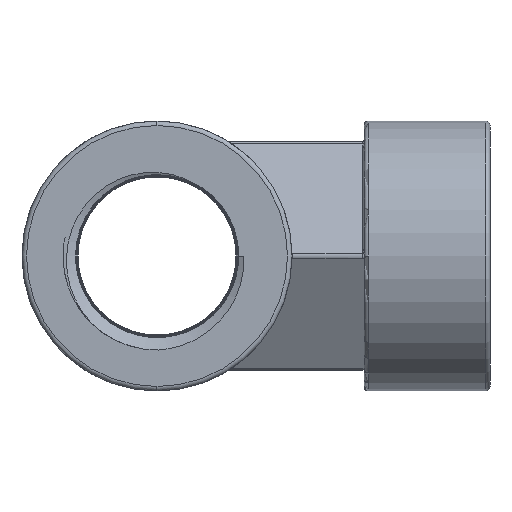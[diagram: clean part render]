
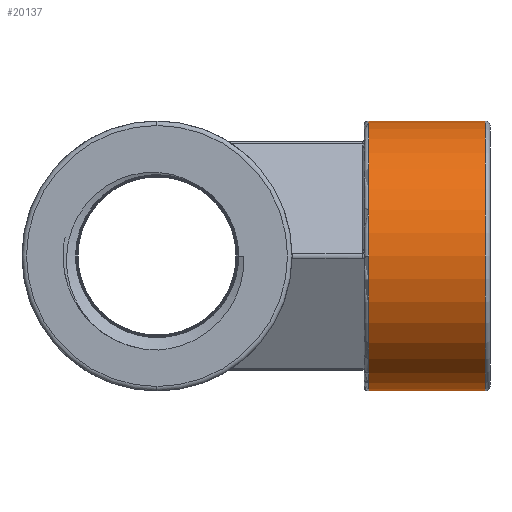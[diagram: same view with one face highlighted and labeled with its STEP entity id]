
A CAD part, left-side view. The second image highlights one B-rep face of the part: STEP entity #20137.
In plain terms, the highlighted cylindrical face has radius 15 mm (diameter 30 mm), a partial arc.
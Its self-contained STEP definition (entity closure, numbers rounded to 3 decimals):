
#5561=DIRECTION('',(0.,-1.,0.));
#5562=VECTOR('',#5561,13.);
#5563=CARTESIAN_POINT('',(0.,-23.5,-15.));
#5564=LINE('',#5563,#5562);
#5576=CARTESIAN_POINT('',(0.,-23.5,0.));
#5577=DIRECTION('',(0.,1.,0.));
#5578=DIRECTION('',(-0.5,0.,-0.866));
#5579=AXIS2_PLACEMENT_3D('',#5576,#5577,#5578);
#5584=CARTESIAN_POINT('',(0.,-23.5,0.));
#5585=DIRECTION('',(0.,1.,0.));
#5586=DIRECTION('',(-1.,0.,0.));
#5587=AXIS2_PLACEMENT_3D('',#5584,#5585,#5586);
#5592=DIRECTION('',(0.,-1.,0.));
#5593=VECTOR('',#5592,13.);
#5594=CARTESIAN_POINT('',(0.,-23.5,15.));
#5595=LINE('',#5594,#5593);
#5599=CARTESIAN_POINT('',(0.,-36.5,0.));
#5600=DIRECTION('',(0.,-1.,0.));
#5601=DIRECTION('',(0.,0.,1.));
#5602=AXIS2_PLACEMENT_3D('',#5599,#5600,#5601);
#5607=CARTESIAN_POINT('',(0.,-23.5,0.));
#5608=DIRECTION('',(0.,1.,0.));
#5609=DIRECTION('',(0.,0.,-1.));
#5610=AXIS2_PLACEMENT_3D('',#5607,#5608,#5609);
#16835=CARTESIAN_POINT('',(0.,-36.5,15.));
#16836=CARTESIAN_POINT('',(0.,-36.5,-15.));
#16837=VERTEX_POINT('',#16835);
#16838=VERTEX_POINT('',#16836);
#16875=CARTESIAN_POINT('',(-7.5,-23.5,-12.99));
#16876=CARTESIAN_POINT('',(-15.,-23.5,0.));
#16877=VERTEX_POINT('',#16875);
#16878=VERTEX_POINT('',#16876);
#16879=CARTESIAN_POINT('',(0.,-23.5,15.));
#16880=VERTEX_POINT('',#16879);
#16881=CARTESIAN_POINT('',(0.,-23.5,-15.));
#16882=VERTEX_POINT('',#16881);
#20124=CARTESIAN_POINT('',(0.,-23.,0.));
#20125=DIRECTION('',(0.,-1.,0.));
#20126=DIRECTION('',(0.,0.,-1.));
#20127=AXIS2_PLACEMENT_3D('',#20124,#20125,#20126);
#20128=CYLINDRICAL_SURFACE('',#20127,15.);
#20129=ORIENTED_EDGE('',*,*,#17449,.T.);
#20130=ORIENTED_EDGE('',*,*,#17433,.T.);
#20131=ORIENTED_EDGE('',*,*,#20119,.T.);
#20132=ORIENTED_EDGE('',*,*,#20090,.T.);
#20133=ORIENTED_EDGE('',*,*,#20116,.F.);
#20134=ORIENTED_EDGE('',*,*,#17429,.T.);
#20135=EDGE_LOOP('',(#20129,#20130,#20131,#20132,#20133,#20134));
#20136=FACE_OUTER_BOUND('',#20135,.F.);
#5580=CIRCLE('',#5579,15.);
#5588=CIRCLE('',#5587,15.);
#5603=CIRCLE('',#5602,15.);
#5611=CIRCLE('',#5610,15.);
#17429=EDGE_CURVE('',#16882,#16877,#5611,.T.);
#17433=EDGE_CURVE('',#16878,#16880,#5588,.T.);
#17449=EDGE_CURVE('',#16877,#16878,#5580,.T.);
#20090=EDGE_CURVE('',#16837,#16838,#5603,.T.);
#20116=EDGE_CURVE('',#16882,#16838,#5564,.T.);
#20119=EDGE_CURVE('',#16880,#16837,#5595,.T.);
#20137=ADVANCED_FACE('',(#20136),#20128,.T.);
